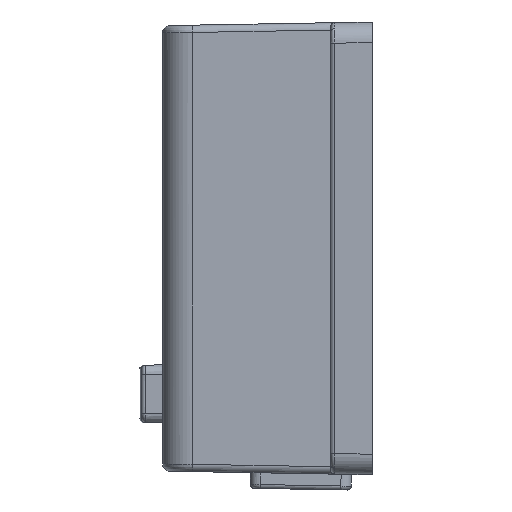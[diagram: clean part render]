
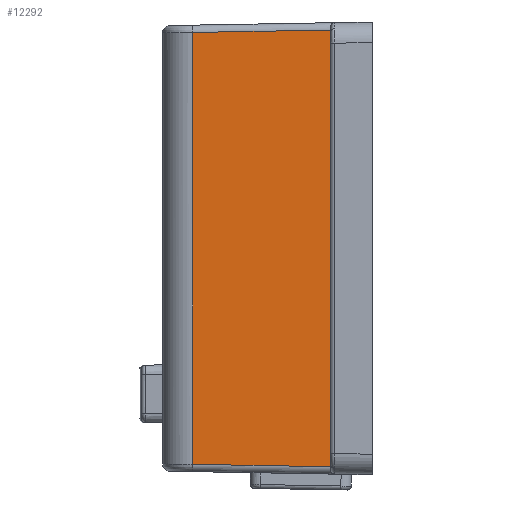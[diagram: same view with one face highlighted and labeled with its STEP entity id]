
A CAD part, left-side view. The second image highlights one B-rep face of the part: STEP entity #12292.
In plain terms, the highlighted planar face has unit normal (-1, 0.018, 0).
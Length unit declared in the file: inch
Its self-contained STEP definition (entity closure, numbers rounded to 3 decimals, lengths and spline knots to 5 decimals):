
#1306=FACE_OUTER_BOUND('',#2028,.T.);
#2028=EDGE_LOOP('',(#8772,#8773,#8774,#8775,#8776,#8777,#8778,#8779));
#2861=LINE('',#18668,#4045);
#2946=LINE('',#18961,#4130);
#2959=LINE('',#19015,#4143);
#2976=LINE('',#19056,#4160);
#2978=LINE('',#19062,#4162);
#2979=LINE('',#19064,#4163);
#2980=LINE('',#19066,#4164);
#2981=LINE('',#19067,#4165);
#4045=VECTOR('',#14832,0.16005);
#4130=VECTOR('',#14975,0.16005);
#4143=VECTOR('',#14990,0.03106);
#4160=VECTOR('',#15021,0.03106);
#4162=VECTOR('',#15029,1.61016);
#4163=VECTOR('',#15030,0.68784);
#4164=VECTOR('',#15031,1.65386);
#4165=VECTOR('',#15032,0.68784);
#5276=VERTEX_POINT('',#18665);
#5277=VERTEX_POINT('',#18667);
#5377=VERTEX_POINT('',#18958);
#5378=VERTEX_POINT('',#18960);
#5392=VERTEX_POINT('',#19014);
#5409=VERTEX_POINT('',#19055);
#5411=VERTEX_POINT('',#19063);
#5412=VERTEX_POINT('',#19065);
#6557=EDGE_CURVE('',#5277,#5276,#2861,.T.);
#6668=EDGE_CURVE('',#5378,#5377,#2946,.T.);
#6683=EDGE_CURVE('',#5392,#5277,#2959,.T.);
#6702=EDGE_CURVE('',#5377,#5409,#2976,.T.);
#6706=EDGE_CURVE('',#5276,#5378,#2978,.T.);
#6707=EDGE_CURVE('',#5409,#5411,#2979,.T.);
#6708=EDGE_CURVE('',#5411,#5412,#2980,.T.);
#6709=EDGE_CURVE('',#5412,#5392,#2981,.T.);
#8772=ORIENTED_EDGE('',*,*,#6683,.T.);
#8773=ORIENTED_EDGE('',*,*,#6557,.T.);
#8774=ORIENTED_EDGE('',*,*,#6706,.T.);
#8775=ORIENTED_EDGE('',*,*,#6668,.T.);
#8776=ORIENTED_EDGE('',*,*,#6702,.T.);
#8777=ORIENTED_EDGE('',*,*,#6707,.T.);
#8778=ORIENTED_EDGE('',*,*,#6708,.T.);
#8779=ORIENTED_EDGE('',*,*,#6709,.T.);
#11857=PLANE('',#13291);
#12292=ADVANCED_FACE('',(#1306),#11857,.T.);
#13291=AXIS2_PLACEMENT_3D('',#19061,#15027,#15028);
#14832=DIRECTION('',(0.017,1.,0.017));
#14975=DIRECTION('',(-0.017,-1.,0.017));
#14990=DIRECTION('',(0.,0.,1.));
#15021=DIRECTION('',(0.,0.,1.));
#15027=DIRECTION('center_axis',(-1.,0.017,0.));
#15028=DIRECTION('ref_axis',(0.,0.,1.));
#15029=DIRECTION('',(0.,0.,1.));
#15030=DIRECTION('',(0.017,1.,-0.017));
#15031=DIRECTION('',(0.,0.,-1.));
#15032=DIRECTION('',(-0.017,-1.,-0.017));
#18665=CARTESIAN_POINT('',(-1.77221,0.16,-0.96335));
#18667=CARTESIAN_POINT('',(-1.775,0.,-0.96614));
#18668=CARTESIAN_POINT('',(-1.775,0.,-0.96614));
#18958=CARTESIAN_POINT('',(-1.775,0.,0.64961));
#18960=CARTESIAN_POINT('',(-1.77221,0.16,0.64681));
#18961=CARTESIAN_POINT('',(-1.77221,0.16,0.64681));
#19014=CARTESIAN_POINT('',(-1.775,0.,-0.9972));
#19015=CARTESIAN_POINT('',(-1.775,0.,-0.9972));
#19055=CARTESIAN_POINT('',(-1.775,0.,0.68067));
#19056=CARTESIAN_POINT('',(-1.775,0.,0.64961));
#19061=CARTESIAN_POINT('Origin',(-1.775,0.,0.));
#19062=CARTESIAN_POINT('',(-1.77221,0.16,-0.96335));
#19063=CARTESIAN_POINT('',(-1.763,0.68763,0.66866));
#19064=CARTESIAN_POINT('',(-1.775,0.,0.68067));
#19065=CARTESIAN_POINT('',(-1.763,0.68763,-0.9852));
#19066=CARTESIAN_POINT('',(-1.763,0.68763,0.66866));
#19067=CARTESIAN_POINT('',(-1.763,0.68763,-0.9852));
